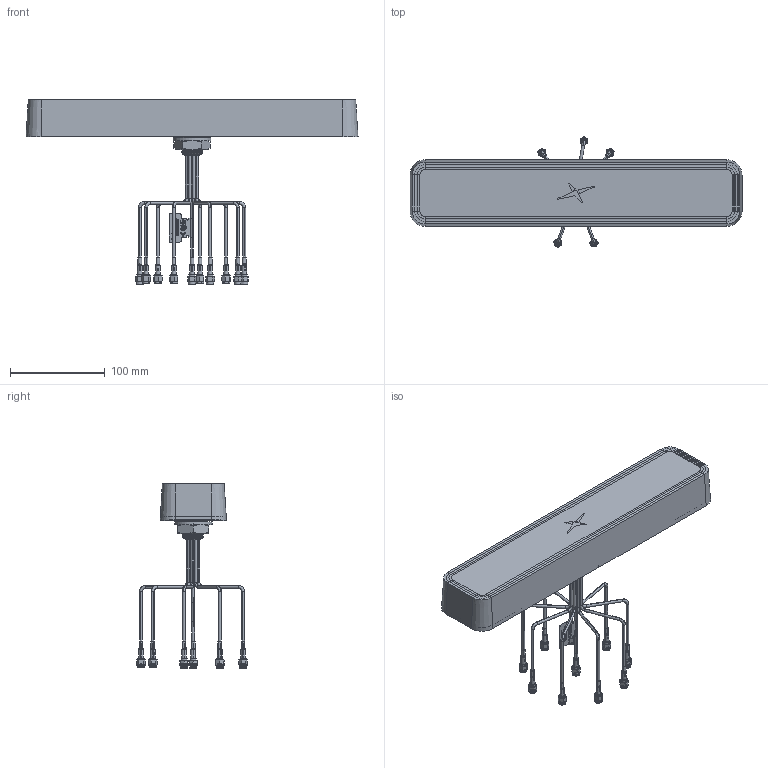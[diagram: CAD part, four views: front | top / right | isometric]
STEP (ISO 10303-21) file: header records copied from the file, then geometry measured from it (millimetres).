
FILE_DESCRIPTION (( 'STEP AP214' ), '1' );
FILE_NAME ('MA8010.A.001.Web.STEP', '2025-07-30T01:29:00', ( '' ), ( '' ), 'SwSTEP 2.0', 'SolidWorks 2024', '' );
FILE_SCHEMA (( 'AUTOMOTIVE_DESIGN' ));
Length unit declared in the file: millimetre
Products named in the file (1): MA8010.A.001.Web
Bounding box: 350 x 116.79 x 194.51 mm (x, y, z)
Surface area: 111985.1 mm2 (no closed solid volume)
Topology: 0 solids, 160 shells, 1117 faces, 4831 edges, 3861 vertices
Faces by surface type: cylinder 346, plane 330, cone 296, torus 115, bspline 30
Entity records: 74675 total; most frequent: CARTESIAN_POINT 25614, DIRECTION 7466, ORIENTED_EDGE 6792, EDGE_CURVE 4831, VERTEX_POINT 3861, VECTOR 2684, LINE 2684, AXIS2_PLACEMENT_3D 2391
